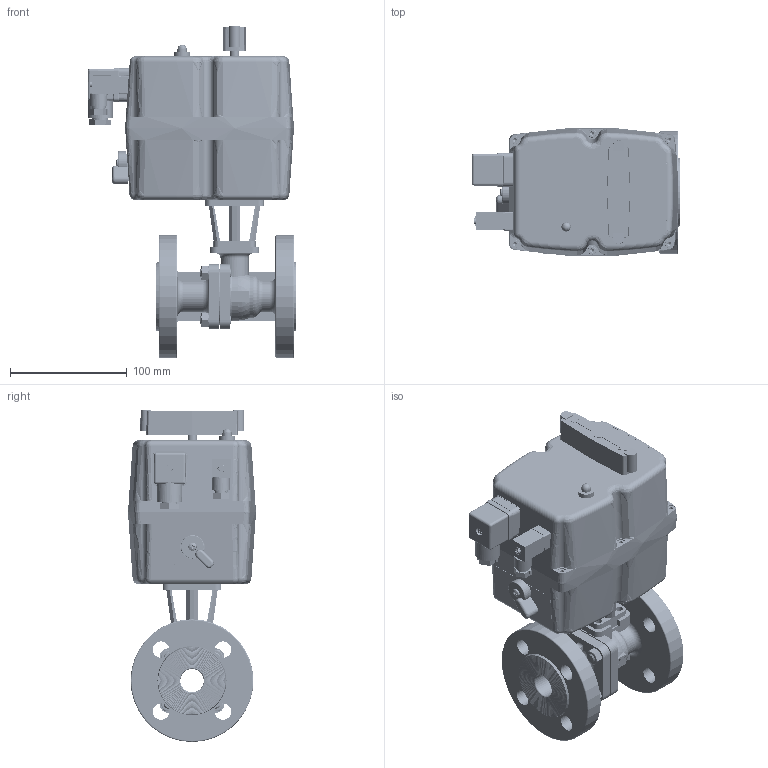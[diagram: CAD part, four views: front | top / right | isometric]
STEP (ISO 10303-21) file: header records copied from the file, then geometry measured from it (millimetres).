
FILE_DESCRIPTION(('STEP AP214'),'1');
FILE_NAME('valve_ake_168e-20-16-s20.stp','2018-06-14T12:52:50',('TraceParts'),('TraceParts S.A.'),'Spatial InterOp 3D',' ',' ');
FILE_SCHEMA(('automotive_design'));
Length unit declared in the file: millimetre
Products named in the file (3397): valve_ake_168e-20-16-s20_1; valve_ake_168e-20-16-s20_2; valve_ake_168e-20-16-s20_3; valve_ake_168e-20-16-s20_4; valve_ake_168e-20-16-s20_5; valve_ake_168e-20-16-s20_6; valve_ake_168e-20-16-s20_7; valve_ake_168e-20-16-s20_8; valve_ake_168e-20-16-s20_9; valve_ake_168e-20-16-s20_10; valve_ake_168e-20-16-s20_11; valve_ake_168e-20-16-s20_12; valve_ake_168e-20-16-s20_13; valve_ake_168e-20-16-s20_14; valve_ake_168e-20-16-s20_15; valve_ake_168e-20-16-s20_16; valve_ake_168e-20-16-s20_17; valve_ake_168e-20-16-s20_18; valve_ake_168e-20-16-s20_19; valve_ake_168e-20-16-s20_20; valve_ake_168e-20-16-s20_21; valve_ake_168e-20-16-s20_22; valve_ake_168e-20-16-s20_23; valve_ake_168e-20-16-s20_24; valve_ake_168e-20-16-s20_25; valve_ake_168e-20-16-s20_26; valve_ake_168e-20-16-s20_27; valve_ake_168e-20-16-s20_28; valve_ake_168e-20-16-s20_29; valve_ake_168e-20-16-s20_30; valve_ake_168e-20-16-s20_31; valve_ake_168e-20-16-s20_32; valve_ake_168e-20-16-s20_33; valve_ake_168e-20-16-s20_34; valve_ake_168e-20-16-s20_35; valve_ake_168e-20-16-s20_36; valve_ake_168e-20-16-s20_37; valve_ake_168e-20-16-s20_38; valve_ake_168e-20-16-s20_39; valve_ake_168e-20-16-s20_40 ...
Bounding box: 178.77 x 108.76 x 283.98 mm (x, y, z)
Volume: 130.9 mm3; surface area: 319974.4 mm2
Topology: 2 solids, 4926 shells, 4934 faces, 22751 edges, 22672 vertices
Faces by surface type: plane 1529, cylinder 1511, cone 1066, torus 582, sphere 146, bspline 100
Entity records: 396309 total; most frequent: CARTESIAN_POINT 90169, DIRECTION 48007, ORIENTED_EDGE 22702, EDGE_CURVE 22683, VERTEX_POINT 22677, AXIS2_PLACEMENT_3D 18565, LINE 10877, VECTOR 10877
